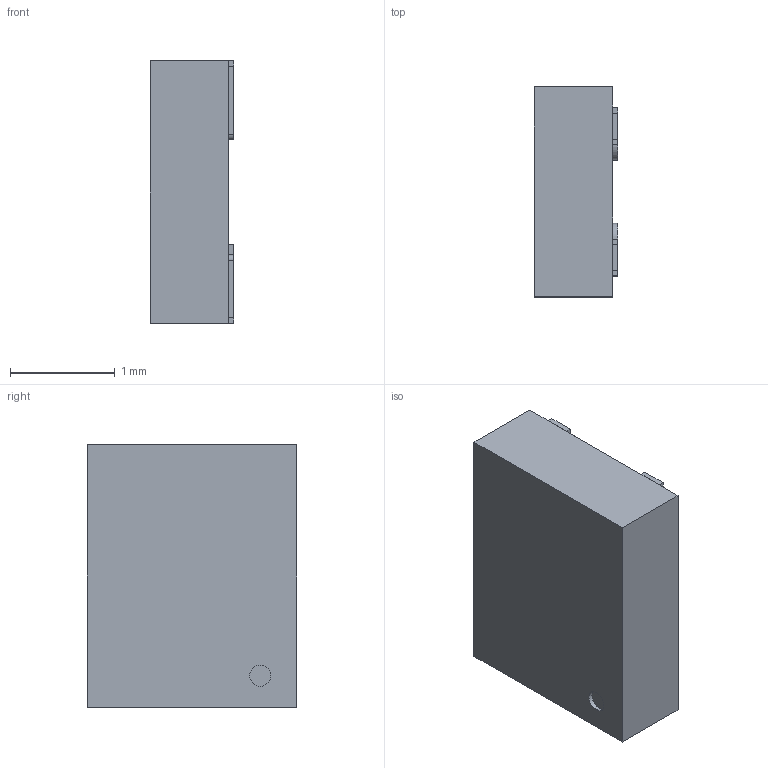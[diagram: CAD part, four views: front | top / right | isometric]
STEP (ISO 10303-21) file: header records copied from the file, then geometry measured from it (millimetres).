
FILE_DESCRIPTION (( 'STEP AP214' ), '1' );
FILE_NAME ('QFN_2520_4pins.STEP', '2021-05-06T05:24:50', ( '' ), ( '' ), 'SwSTEP 2.0', 'SolidWorks 2018', '' );
FILE_SCHEMA (( 'AUTOMOTIVE_DESIGN' ));
Length unit declared in the file: millimetre
Products named in the file (1): QFN_2520_4pins
Bounding box: 0.8 x 2 x 2.5 mm (x, y, z)
Volume: 3.8 mm3; surface area: 17.3 mm2
Topology: 1 solids, 1 shells, 66 faces, 181 edges, 118 vertices
Faces by surface type: plane 53, cylinder 13
Entity records: 2200 total; most frequent: CARTESIAN_POINT 366, ORIENTED_EDGE 362, DIRECTION 341, EDGE_CURVE 181, VECTOR 155, LINE 155, VERTEX_POINT 118, AXIS2_PLACEMENT_3D 93
